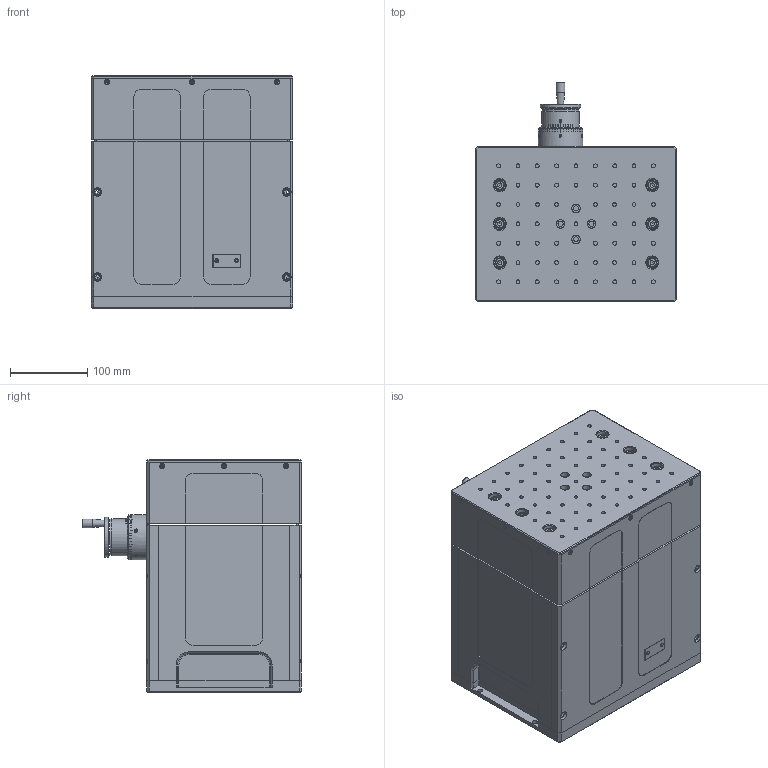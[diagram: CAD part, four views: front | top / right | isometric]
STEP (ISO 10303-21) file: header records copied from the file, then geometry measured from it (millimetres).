
FILE_DESCRIPTION (( 'STEP AP214' ), '1' );
FILE_NAME ('忒雄笭婥汔蔥怢SSJE200H150D.STEP', '2021-07-13T03:57:39', ( '' ), ( '' ), 'SwSTEP 2.0', 'SolidWorks 2018', '' );
FILE_SCHEMA (( 'AUTOMOTIVE_DESIGN' ));
Length unit declared in the file: millimetre
Products named in the file (1): 忒雄笭婥汔蔥怢SSJE200H150D
Bounding box: 260 x 283 x 300 mm (x, y, z)
Surface area: 467406.2 mm2 (no closed solid volume)
Topology: 0 solids, 90 shells, 1039 faces, 4042 edges, 2909 vertices
Faces by surface type: plane 598, cylinder 201, bspline 142, cone 52, torus 46
Full cylindrical faces by diameter (mm): 2.8 x2, 5 x54, 5.2 x12, 6.5 x4, 8 x2, 11 x29, 13 x2, 15 x18, 47 x1, 48 x1, 50 x1, 52 x1, 58 x1
Entity records: 58595 total; most frequent: CARTESIAN_POINT 16401, DIRECTION 5707, ORIENTED_EDGE 5576, EDGE_CURVE 3771, VERTEX_POINT 2868, VECTOR 2257, LINE 2257, AXIS2_PLACEMENT_3D 1725
